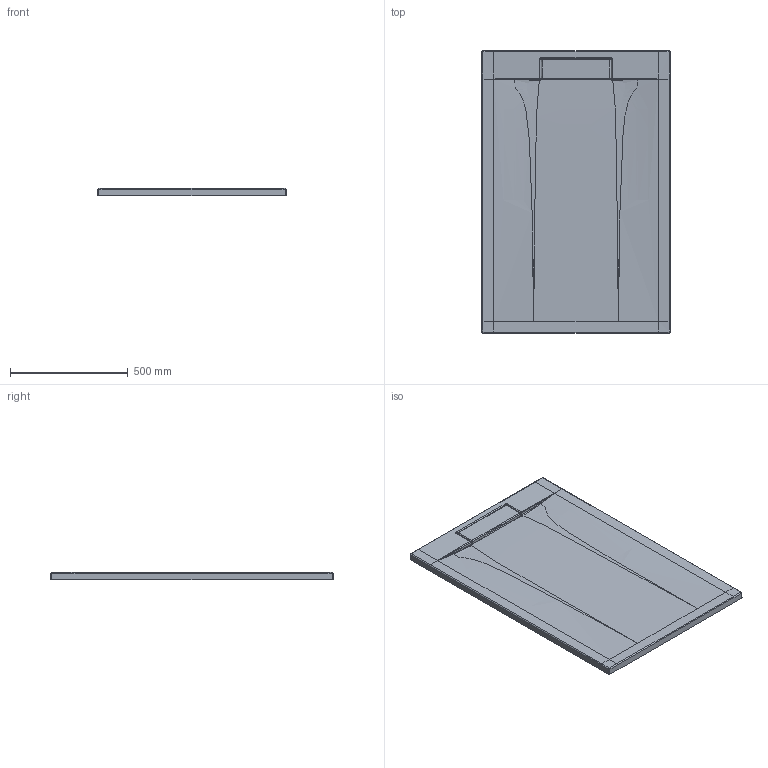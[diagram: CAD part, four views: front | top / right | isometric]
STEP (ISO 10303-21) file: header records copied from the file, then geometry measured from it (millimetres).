
FILE_DESCRIPTION(/* description */ (''),/* implementation_level */ '2;1');
FILE_NAME(/* name */ 'SAP-1280S.stp',/* time_stamp */ '2019-05-09T09:30:47+08:00',/* author */ (''),/* organization */ (''),/* preprocessor_version */ 'ST-DEVELOPER v16',/* originating_system */ 'SIEMENS PLM Software NX 10.0',/* authorisation */ '');
FILE_SCHEMA (('CONFIG_CONTROL_DESIGN'));
Products named in the file (1): _model13
Bounding box: 800 x 1200 x 29.96 mm (x, y, z)
Volume: 18470499.2 mm3; surface area: 2143117.2 mm2
Topology: 2 solids, 2 shells, 731 faces, 1720 edges, 949 vertices
Faces by surface type: bspline 420, cylinder 108, plane 83, torus 58, sphere 50, cone 12
Full cylindrical faces by diameter (mm): 6 x10, 10 x8
Entity records: 41017 total; most frequent: CARTESIAN_POINT 27608, ORIENTED_EDGE 3256, DIRECTION 2092, EDGE_CURVE 1628, VERTEX_POINT 949, AXIS2_PLACEMENT_3D 931, EDGE_LOOP 781, ADVANCED_FACE 731
